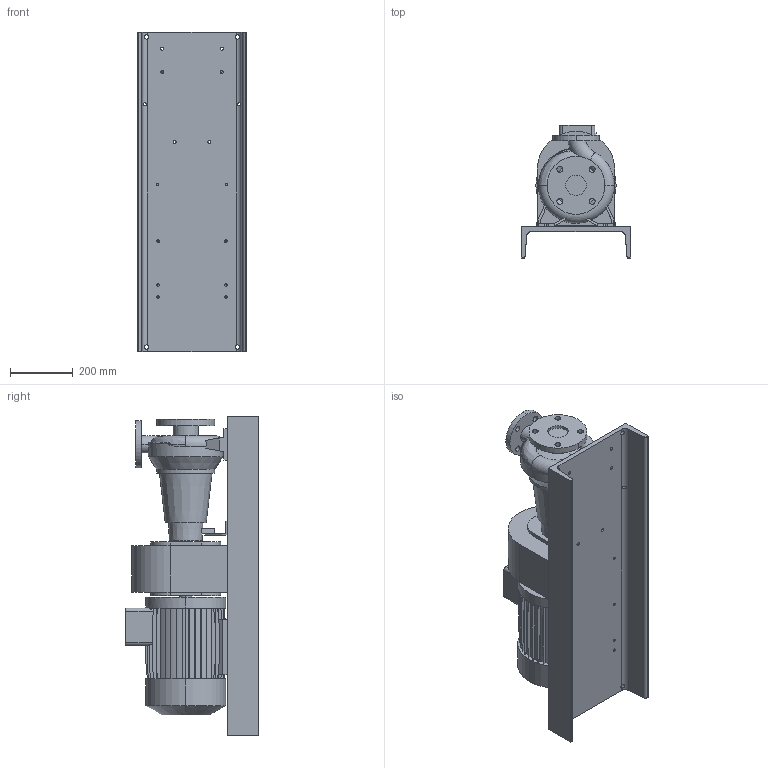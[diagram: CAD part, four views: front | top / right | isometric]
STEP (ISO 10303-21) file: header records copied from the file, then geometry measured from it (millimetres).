
FILE_DESCRIPTION (( 'STEP AP203' ), '1' );
FILE_NAME ('10018071swa00.step', '2023-07-07T12:28:34', ( '' ), ( '' ), 'SwSTEP 2.0', 'SolidWorks 2020', '' );
FILE_SCHEMA (( 'CONFIG_CONTROL_DESIGN' ));
Length unit declared in the file: millimetre
Products named in the file (5): 10018097swp00_MCG 15 N 40-160 132; 10012573swp00_300; 10018071swa00; 10018072swp00_132S; 10017783swp00_40-160
Assembly tree (4 placements, depth 2):
  10018071swa00
    10017783swp00_40-160
    10018097swp00_MCG 15 N 40-160 132
    10018072swp00_132S
    10012573swp00_300
Bounding box: 350 x 424 x 1020 mm (x, y, z)
Volume: 45808412.8 mm3; surface area: 2503034.2 mm2
Topology: 4 solids, 4 shells, 524 faces, 1501 edges, 998 vertices
Faces by surface type: plane 350, cylinder 153, cone 11, torus 8, bspline 2
Entity records: 19578 total; most frequent: CARTESIAN_POINT 5044, ORIENTED_EDGE 3002, DIRECTION 2817, EDGE_CURVE 1501, VECTOR 1093, LINE 1093, VERTEX_POINT 998, AXIS2_PLACEMENT_3D 862
